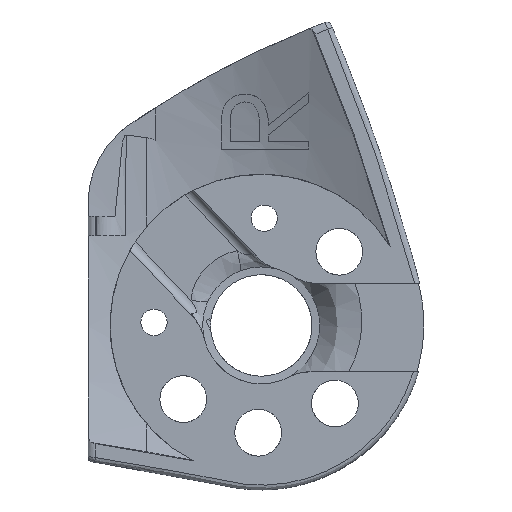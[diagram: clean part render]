
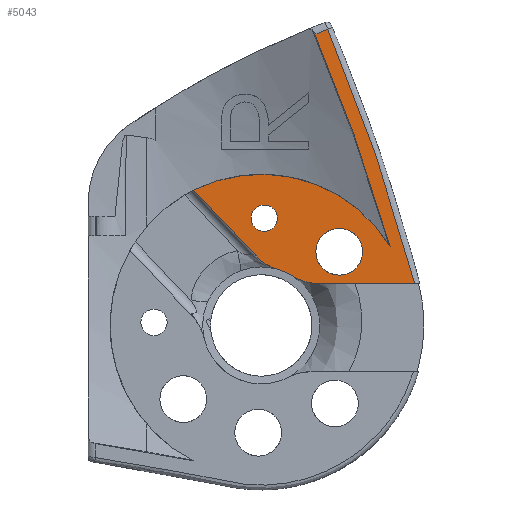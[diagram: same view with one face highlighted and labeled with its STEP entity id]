
A CAD part, left-side view. The second image highlights one B-rep face of the part: STEP entity #5043.
In plain terms, the highlighted planar face has unit normal (-1, 0, 0).
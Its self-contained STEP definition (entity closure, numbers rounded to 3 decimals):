
#50 = AXIS2_PLACEMENT_3D ( 'NONE', #3875, #9594, #4699 ) ;
#93 = B_SPLINE_CURVE_WITH_KNOTS ( 'NONE', 3,
 ( #955, #1917, #10430, #1958, #7977, #2999, #8815, #3923, #9642, #4748, #10469, #5569 ),
 .UNSPECIFIED., .F., .F.,
 ( 4, 2, 2, 2, 2, 4 ),
 ( 0., 0.007, 0.014, 0.021, 0.024, 0.028 ),
 .UNSPECIFIED. ) ;
#161 = DIRECTION ( 'NONE',  ( 0., 0.707, 0.707 ) ) ;
#294 = VERTEX_POINT ( 'NONE', #7516 ) ;
#355 = ORIENTED_EDGE ( 'NONE', *, *, #1562, .T. ) ;
#357 = ORIENTED_EDGE ( 'NONE', *, *, #1628, .T. ) ;
#458 = ORIENTED_EDGE ( 'NONE', *, *, #552, .T. ) ;
#499 = ORIENTED_EDGE ( 'NONE', *, *, #1629, .T. ) ;
#552 = EDGE_CURVE ( 'NONE', #3362, #294, #7351, .T. ) ;
#730 = CARTESIAN_POINT ( 'NONE',  ( 58., -123.601, -7.851 ) ) ;
#776 = EDGE_CURVE ( 'NONE', #2826, #5447, #7006, .T. ) ;
#913 = DIRECTION ( 'NONE',  ( 0., 0., -1. ) ) ;
#951 = ORIENTED_EDGE ( 'NONE', *, *, #1542, .F. ) ;
#955 = CARTESIAN_POINT ( 'NONE',  ( 58., -114.686, 18.213 ) ) ;
#1036 = CARTESIAN_POINT ( 'NONE',  ( 58., -107.868, -12.155 ) ) ;
#1109 = ORIENTED_EDGE ( 'NONE', *, *, #1565, .F. ) ;
#1135 = ORIENTED_EDGE ( 'NONE', *, *, #776, .T. ) ;
#1236 = DIRECTION ( 'NONE',  ( 1., 0., 0. ) ) ;
#1525 = EDGE_CURVE ( 'NONE', #3640, #5512, #6368, .T. ) ;
#1542 = EDGE_CURVE ( 'NONE', #5237, #5512, #6358, .T. ) ;
#1562 = EDGE_CURVE ( 'NONE', #5237, #5496, #6316, .T. ) ;
#1565 = EDGE_CURVE ( 'NONE', #9450, #5496, #93, .T. ) ;
#1583 = EDGE_CURVE ( 'NONE', #11013, #9450, #6303, .T. ) ;
#1584 = EDGE_CURVE ( 'NONE', #8233, #11013, #9459, .T. ) ;
#1599 = EDGE_CURVE ( 'NONE', #8233, #11202, #6278, .T. ) ;
#1604 = FACE_BOUND ( 'NONE', #3498, .T. ) ;
#1607 = EDGE_CURVE ( 'NONE', #11202, #10382, #6372, .T. ) ;
#1625 = EDGE_CURVE ( 'NONE', #3640, #10382, #6229, .T. ) ;
#1628 = EDGE_CURVE ( 'NONE', #5447, #2826, #6269, .T. ) ;
#1629 = EDGE_CURVE ( 'NONE', #294, #3362, #6246, .T. ) ;
#1659 = FACE_OUTER_BOUND ( 'NONE', #10958, .T. ) ;
#1713 = FACE_BOUND ( 'NONE', #2362, .T. ) ;
#1904 = ORIENTED_EDGE ( 'NONE', *, *, #1584, .F. ) ;
#1914 = ORIENTED_EDGE ( 'NONE', *, *, #1607, .T. ) ;
#1917 = CARTESIAN_POINT ( 'NONE',  ( 58., -115.581, 16.095 ) ) ;
#1958 = CARTESIAN_POINT ( 'NONE',  ( 58., -118.077, 9.666 ) ) ;
#2004 = ORIENTED_EDGE ( 'NONE', *, *, #1583, .F. ) ;
#2014 = ORIENTED_EDGE ( 'NONE', *, *, #1625, .F. ) ;
#2046 = DIRECTION ( 'NONE',  ( 0., 0., -1. ) ) ;
#2171 = DIRECTION ( 'NONE',  ( 1., 0., 0. ) ) ;
#2362 = EDGE_LOOP ( 'NONE', ( #458, #499 ) ) ;
#2453 = CARTESIAN_POINT ( 'NONE',  ( 58., -113.369, 17.695 ) ) ;
#2568 = AXIS2_PLACEMENT_3D ( 'NONE', #8013, #3040, #8852 ) ;
#2826 = VERTEX_POINT ( 'NONE', #9507 ) ;
#2955 = DIRECTION ( 'NONE',  ( 1., 0., 0. ) ) ;
#2999 = CARTESIAN_POINT ( 'NONE',  ( 58., -120.346, 3.154 ) ) ;
#3040 = DIRECTION ( 'NONE',  ( 1., 0., 0. ) ) ;
#3163 = CARTESIAN_POINT ( 'NONE',  ( 58., -110.966, -1.6 ) ) ;
#3362 = VERTEX_POINT ( 'NONE', #10101 ) ;
#3498 = EDGE_LOOP ( 'NONE', ( #1135, #357 ) ) ;
#3640 = VERTEX_POINT ( 'NONE', #9558 ) ;
#3674 = ORIENTED_EDGE ( 'NONE', *, *, #1525, .T. ) ;
#3875 = CARTESIAN_POINT ( 'NONE',  ( 58., -108.181, -1.159 ) ) ;
#3923 = CARTESIAN_POINT ( 'NONE',  ( 58., -122.052, -2.326 ) ) ;
#3957 = CARTESIAN_POINT ( 'NONE',  ( 58., -121.076, -4.043 ) ) ;
#4055 = DIRECTION ( 'NONE',  ( 0., 0., -1. ) ) ;
#4699 = DIRECTION ( 'NONE',  ( 0., 0., -1. ) ) ;
#4710 = CARTESIAN_POINT ( 'NONE',  ( 58., -112.049, -7.851 ) ) ;
#4748 = CARTESIAN_POINT ( 'NONE',  ( 58., -123.004, -5.634 ) ) ;
#4988 = AXIS2_PLACEMENT_3D ( 'NONE', #6569, #1236, #7376 ) ;
#5043 = ADVANCED_FACE ( 'NONE', ( #1659, #1604, #1713 ), #6788, .T. ) ;
#5215 = DIRECTION ( 'NONE',  ( -1., 0., 0. ) ) ;
#5237 = VERTEX_POINT ( 'NONE', #7657 ) ;
#5447 = VERTEX_POINT ( 'NONE', #9377 ) ;
#5496 = VERTEX_POINT ( 'NONE', #730 ) ;
#5512 = VERTEX_POINT ( 'NONE', #11090 ) ;
#5569 = CARTESIAN_POINT ( 'NONE',  ( 58., -123.601, -7.851 ) ) ;
#5605 = CARTESIAN_POINT ( 'NONE',  ( 58., -111.139, -9.064 ) ) ;
#5704 = DIRECTION ( 'NONE',  ( 1., 0., 0. ) ) ;
#6229 = CIRCLE ( 'NONE', #10427, 5. ) ;
#6246 = CIRCLE ( 'NONE', #9480, 1.35 ) ;
#6248 = VECTOR ( 'NONE', #10502, 1000. ) ;
#6269 = CIRCLE ( 'NONE', #6359, 2.4 ) ;
#6278 = CIRCLE ( 'NONE', #10613, 15.5 ) ;
#6303 = CIRCLE ( 'NONE', #2568, 99. ) ;
#6307 = DIRECTION ( 'NONE',  ( 1., 0., 0. ) ) ;
#6316 = LINE ( 'NONE', #4710, #6337 ) ;
#6337 = VECTOR ( 'NONE', #7906, 1000. ) ;
#6358 = CIRCLE ( 'NONE', #10806, 5. ) ;
#6359 = AXIS2_PLACEMENT_3D ( 'NONE', #10603, #5704, #161 ) ;
#6368 = CIRCLE ( 'NONE', #6835, 6. ) ;
#6372 = LINE ( 'NONE', #5605, #6248 ) ;
#6569 = CARTESIAN_POINT ( 'NONE',  ( 58., -115.864, -4.601 ) ) ;
#6788 = PLANE ( 'NONE',  #7676 ) ;
#6835 = AXIS2_PLACEMENT_3D ( 'NONE', #11248, #6307, #913 ) ;
#7006 = CIRCLE ( 'NONE', #4988, 2.4 ) ;
#7149 = CARTESIAN_POINT ( 'NONE',  ( 58., -118.933, 3.355 ) ) ;
#7184 = CARTESIAN_POINT ( 'NONE',  ( 58., -116.368, 10.602 ) ) ;
#7217 = DIRECTION ( 'NONE',  ( -1., 0., 0. ) ) ;
#7318 = CARTESIAN_POINT ( 'NONE',  ( 58., -108.181, -1.159 ) ) ;
#7351 = CIRCLE ( 'NONE', #50, 1.35 ) ;
#7376 = DIRECTION ( 'NONE',  ( 0., 0.707, 0.707 ) ) ;
#7516 = CARTESIAN_POINT ( 'NONE',  ( 58., -108.181, 0.191 ) ) ;
#7547 = ORIENTED_EDGE ( 'NONE', *, *, #1599, .T. ) ;
#7657 = CARTESIAN_POINT ( 'NONE',  ( 58., -113.736, -7.851 ) ) ;
#7676 = AXIS2_PLACEMENT_3D ( 'NONE', #10115, #5215, #10938 ) ;
#7906 = DIRECTION ( 'NONE',  ( 0., -1., 0. ) ) ;
#7943 = CARTESIAN_POINT ( 'NONE',  ( 58., -113.736, -2.851 ) ) ;
#7977 = CARTESIAN_POINT ( 'NONE',  ( 58., -118.859, 7.503 ) ) ;
#8013 = CARTESIAN_POINT ( 'NONE',  ( 58., -150.296, -74.161 ) ) ;
#8034 = CARTESIAN_POINT ( 'NONE',  ( 58., -121.076, -4.043 ) ) ;
#8147 = DIRECTION ( 'NONE',  ( 0., 0., -1. ) ) ;
#8233 = VERTEX_POINT ( 'NONE', #8034 ) ;
#8776 = DIRECTION ( 'NONE',  ( 0., 0., -1. ) ) ;
#8815 = CARTESIAN_POINT ( 'NONE',  ( 58., -121.051, 0.969 ) ) ;
#8852 = DIRECTION ( 'NONE',  ( 0., 0., -1. ) ) ;
#8953 = DIRECTION ( 'NONE',  ( 1., 0., 0. ) ) ;
#9203 = CARTESIAN_POINT ( 'NONE',  ( 58., -100.953, 1.717 ) ) ;
#9377 = CARTESIAN_POINT ( 'NONE',  ( 58., -115.864, -2.201 ) ) ;
#9450 = VERTEX_POINT ( 'NONE', #10164 ) ;
#9459 = B_SPLINE_CURVE_WITH_KNOTS ( 'NONE', 3,
 ( #3957, #7149, #7184, #9676 ),
 .UNSPECIFIED., .F., .F.,
 ( 4, 4 ),
 ( 0.001, 0.024 ),
 .UNSPECIFIED. ) ;
#9480 = AXIS2_PLACEMENT_3D ( 'NONE', #7318, #2171, #8147 ) ;
#9507 = CARTESIAN_POINT ( 'NONE',  ( 58., -115.864, -7.001 ) ) ;
#9558 = CARTESIAN_POINT ( 'NONE',  ( 58., -109.558, -6.398 ) ) ;
#9594 = DIRECTION ( 'NONE',  ( 1., 0., 0. ) ) ;
#9642 = CARTESIAN_POINT ( 'NONE',  ( 58., -122.375, -3.427 ) ) ;
#9676 = CARTESIAN_POINT ( 'NONE',  ( 58., -113.369, 17.695 ) ) ;
#10101 = CARTESIAN_POINT ( 'NONE',  ( 58., -108.181, -2.509 ) ) ;
#10115 = CARTESIAN_POINT ( 'NONE',  ( 58., 0., 0. ) ) ;
#10164 = CARTESIAN_POINT ( 'NONE',  ( 58., -114.686, 18.213 ) ) ;
#10382 = VERTEX_POINT ( 'NONE', #11260 ) ;
#10427 = AXIS2_PLACEMENT_3D ( 'NONE', #3163, #8953, #4055 ) ;
#10430 = CARTESIAN_POINT ( 'NONE',  ( 58., -116.438, 13.962 ) ) ;
#10469 = CARTESIAN_POINT ( 'NONE',  ( 58., -123.313, -6.74 ) ) ;
#10502 = DIRECTION ( 'NONE',  ( 0., -0.687, -0.727 ) ) ;
#10603 = CARTESIAN_POINT ( 'NONE',  ( 58., -115.864, -4.601 ) ) ;
#10613 = AXIS2_PLACEMENT_3D ( 'NONE', #1036, #7217, #2046 ) ;
#10806 = AXIS2_PLACEMENT_3D ( 'NONE', #7943, #2955, #8776 ) ;
#10938 = DIRECTION ( 'NONE',  ( 0., 0., -1. ) ) ;
#10958 = EDGE_LOOP ( 'NONE', ( #3674, #951, #355, #1109, #2004, #1904, #7547, #1914, #2014 ) ) ;
#11013 = VERTEX_POINT ( 'NONE', #2453 ) ;
#11090 = CARTESIAN_POINT ( 'NONE',  ( 58., -111.069, -7.08 ) ) ;
#11202 = VERTEX_POINT ( 'NONE', #9203 ) ;
#11248 = CARTESIAN_POINT ( 'NONE',  ( 58., -107.868, -12.155 ) ) ;
#11260 = CARTESIAN_POINT ( 'NONE',  ( 58., -107.331, -5.034 ) ) ;
